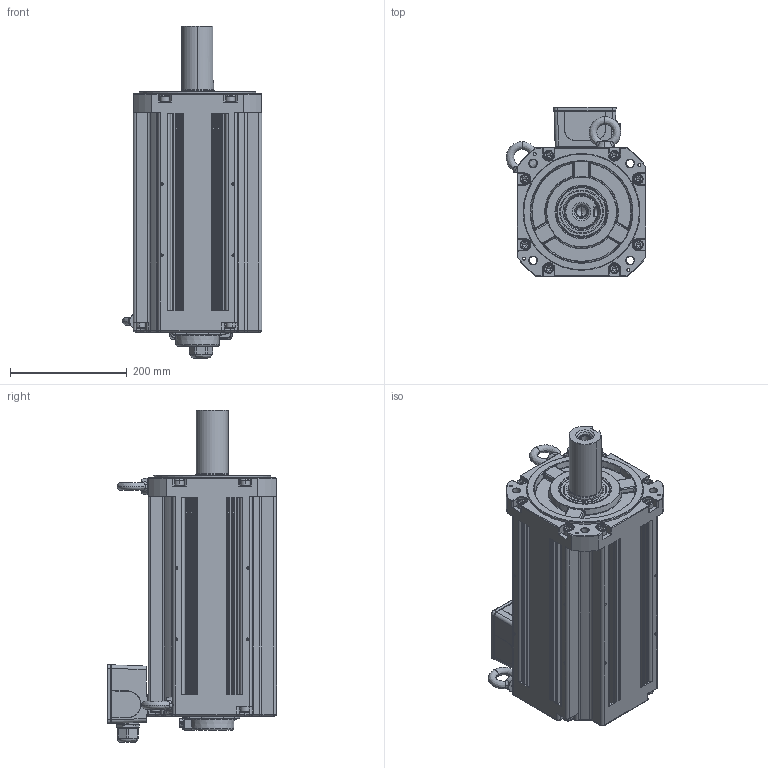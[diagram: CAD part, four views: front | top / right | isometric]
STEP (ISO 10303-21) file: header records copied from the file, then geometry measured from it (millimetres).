
FILE_DESCRIPTION( ('This file contains a STEP AP42 implementation' ,'as created by ZW3D STEP Interface translator.') ,'2;1' );
FILE_NAME( 'SV-X6MM11KA-B4LA（6312前轴承）实体.stp' ,'23 918.1646 8', (''), ('ZWCAD Software Co.'), 'Version 1.0', 'ZW3D to STEP translator', '' );
FILE_SCHEMA(('AUTOMOTIVE_DESIGN { 1 0 10303 214 1 1 1 1 }'));
Length unit declared in the file: millimetre
Products named in the file (2): 0; SV-X6MM11KA-B4LA（6312前轴承）-B实体
Bounding box: 239.07 x 289.5 x 568.51 mm (x, y, z)
Volume: 17903224.8 mm3; surface area: 665653.1 mm2
Topology: 1 solids, 1 shells, 1989 faces, 4948 edges, 2995 vertices
Faces by surface type: plane 765, cylinder 582, bspline 284, cone 212, torus 129, sphere 17
Full cylindrical faces by diameter (mm): 8 x6, 8.5 x3, 13 x3, 14.2 x3, 38 x1
Entity records: 76613 total; most frequent: CARTESIAN_POINT 29518, ORIENTED_EDGE 9686, DIRECTION 9094, EDGE_CURVE 4841, AXIS2_PLACEMENT_3D 3412, VERTEX_POINT 2995, VECTOR 2270, LINE 2270
